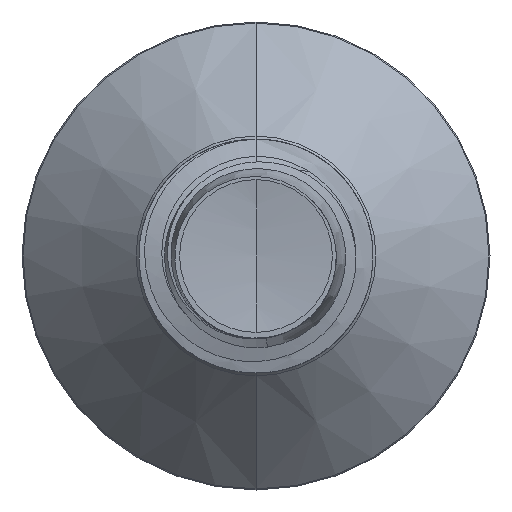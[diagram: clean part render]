
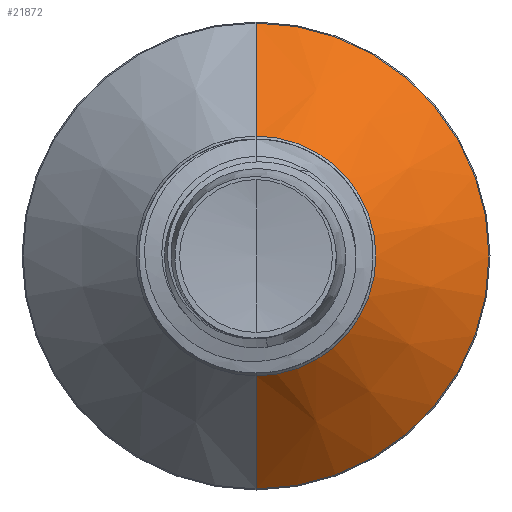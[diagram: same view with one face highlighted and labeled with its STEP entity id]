
A CAD part, front view. The second image highlights one B-rep face of the part: STEP entity #21872.
In plain terms, the highlighted conical face has half-angle 45 degrees and reference radius 2.563 mm.
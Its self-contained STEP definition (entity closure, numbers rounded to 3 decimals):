
#2208 = AXIS2_PLACEMENT_3D ( 'NONE', #38266, #35201, #19718 ) ;
#5600 = VERTEX_POINT ( 'NONE', #17890 ) ;
#7829 = LINE ( 'NONE', #31113, #39619 ) ;
#8780 = CIRCLE ( 'NONE', #9418, 2.563 ) ;
#9418 = AXIS2_PLACEMENT_3D ( 'NONE', #35324, #16895, #38394 ) ;
#12210 = CONICAL_SURFACE ( 'NONE', #2208, 2.563, 0.785 ) ;
#12724 = DIRECTION ( 'NONE',  ( 0., 1., 0. ) ) ;
#13283 = DIRECTION ( 'NONE',  ( 0., 0.707, -0.707 ) ) ;
#15779 = DIRECTION ( 'NONE',  ( 0., 0.707, 0.707 ) ) ;
#16083 = CIRCLE ( 'NONE', #23742, 4.978 ) ;
#16385 = CARTESIAN_POINT ( 'NONE',  ( 0., 24.313, -2.563 ) ) ;
#16895 = DIRECTION ( 'NONE',  ( 0., 1., 0. ) ) ;
#17055 = LINE ( 'NONE', #16385, #37689 ) ;
#17890 = CARTESIAN_POINT ( 'NONE',  ( 0., 26.728, 4.978 ) ) ;
#19718 = DIRECTION ( 'NONE',  ( 0., 0., 1. ) ) ;
#21344 = EDGE_CURVE ( 'NONE', #5600, #30940, #16083, .T. ) ;
#21872 = ADVANCED_FACE ( 'NONE', ( #29586 ), #12210, .T. ) ;
#23742 = AXIS2_PLACEMENT_3D ( 'NONE', #31164, #12724, #34261 ) ;
#23757 = CARTESIAN_POINT ( 'NONE',  ( 0., 24.313, 2.563 ) ) ;
#24444 = EDGE_CURVE ( 'NONE', #34714, #26377, #8780, .T. ) ;
#25119 = CARTESIAN_POINT ( 'NONE',  ( 0., 24.313, -2.563 ) ) ;
#26377 = VERTEX_POINT ( 'NONE', #25119 ) ;
#27836 = EDGE_LOOP ( 'NONE', ( #29923, #30707, #36405, #39101 ) ) ;
#29586 = FACE_OUTER_BOUND ( 'NONE', #27836, .T. ) ;
#29903 = EDGE_CURVE ( 'NONE', #34714, #5600, #7829, .T. ) ;
#29923 = ORIENTED_EDGE ( 'NONE', *, *, #24444, .T. ) ;
#30401 = EDGE_CURVE ( 'NONE', #26377, #30940, #17055, .T. ) ;
#30707 = ORIENTED_EDGE ( 'NONE', *, *, #30401, .T. ) ;
#30940 = VERTEX_POINT ( 'NONE', #38963 ) ;
#31113 = CARTESIAN_POINT ( 'NONE',  ( 0., 24.313, 2.563 ) ) ;
#31164 = CARTESIAN_POINT ( 'NONE',  ( 0., 26.728, 0. ) ) ;
#34261 = DIRECTION ( 'NONE',  ( 0., 0., 1. ) ) ;
#34714 = VERTEX_POINT ( 'NONE', #23757 ) ;
#35201 = DIRECTION ( 'NONE',  ( 0., 1., 0. ) ) ;
#35324 = CARTESIAN_POINT ( 'NONE',  ( 0., 24.313, 0. ) ) ;
#36405 = ORIENTED_EDGE ( 'NONE', *, *, #21344, .F. ) ;
#37689 = VECTOR ( 'NONE', #13283, 1000. ) ;
#38266 = CARTESIAN_POINT ( 'NONE',  ( 0., 24.313, 0. ) ) ;
#38394 = DIRECTION ( 'NONE',  ( 0., 0., 1. ) ) ;
#38963 = CARTESIAN_POINT ( 'NONE',  ( 0., 26.728, -4.978 ) ) ;
#39101 = ORIENTED_EDGE ( 'NONE', *, *, #29903, .F. ) ;
#39619 = VECTOR ( 'NONE', #15779, 1000. ) ;
